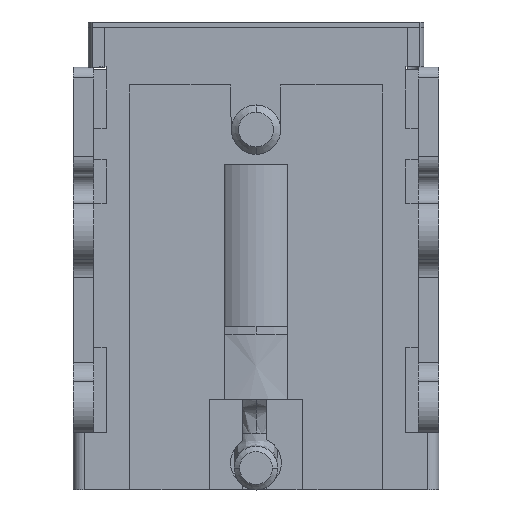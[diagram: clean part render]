
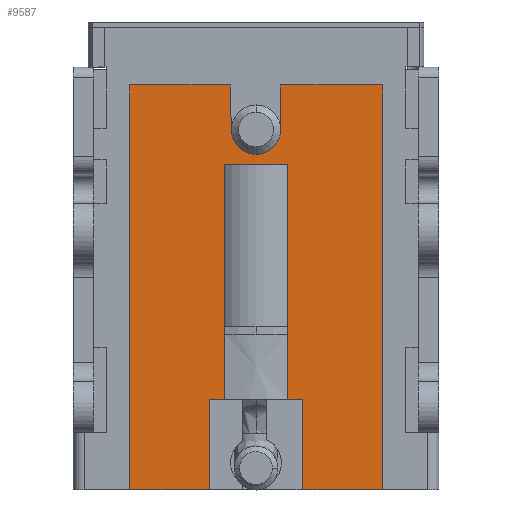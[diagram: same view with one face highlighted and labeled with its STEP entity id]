
A CAD part, front view. The second image highlights one B-rep face of the part: STEP entity #9587.
In plain terms, the highlighted planar face has unit normal (0, -1, 0).
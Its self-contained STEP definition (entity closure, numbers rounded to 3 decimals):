
#438 = CARTESIAN_POINT ( 'NONE',  ( 3.464, 0.543, -6.075 ) ) ;
#491 = CARTESIAN_POINT ( 'NONE',  ( -0.853, 0.543, 2.839 ) ) ;
#518 = VECTOR ( 'NONE', #4479, 1000. ) ;
#520 = EDGE_CURVE ( 'NONE', #12100, #2882, #10260, .T. ) ;
#548 = LINE ( 'NONE', #438, #8879 ) ;
#587 = CARTESIAN_POINT ( 'NONE',  ( -0.675, 0.543, 3.781 ) ) ;
#876 = VERTEX_POINT ( 'NONE', #6895 ) ;
#933 = VECTOR ( 'NONE', #9978, 1000. ) ;
#1073 = CARTESIAN_POINT ( 'NONE',  ( 3.464, 0.543, -6.075 ) ) ;
#1177 = DIRECTION ( 'NONE',  ( 0., 0., -1. ) ) ;
#1220 = VERTEX_POINT ( 'NONE', #12658 ) ;
#1330 = ORIENTED_EDGE ( 'NONE', *, *, #7867, .F. ) ;
#1355 = ORIENTED_EDGE ( 'NONE', *, *, #11524, .F. ) ;
#1410 = DIRECTION ( 'NONE',  ( -1., 0., 0. ) ) ;
#1470 = DIRECTION ( 'NONE',  ( -1., 0., 0. ) ) ;
#1661 = ORIENTED_EDGE ( 'NONE', *, *, #3077, .F. ) ;
#1734 = CARTESIAN_POINT ( 'NONE',  ( -0.853, 0.543, -5.104 ) ) ;
#1785 = VECTOR ( 'NONE', #9499, 1000. ) ;
#1978 = VERTEX_POINT ( 'NONE', #6122 ) ;
#2033 = CARTESIAN_POINT ( 'NONE',  ( 0.675, 0.543, 3.781 ) ) ;
#2447 = CARTESIAN_POINT ( 'NONE',  ( -0.579, 0.543, -0.015 ) ) ;
#2450 = LINE ( 'NONE', #8476, #3070 ) ;
#2667 = LINE ( 'NONE', #8944, #933 ) ;
#2757 = LINE ( 'NONE', #491, #12038 ) ;
#2882 = VERTEX_POINT ( 'NONE', #4909 ) ;
#3008 = EDGE_CURVE ( 'NONE', #10770, #12384, #6491, .T. ) ;
#3064 = EDGE_CURVE ( 'NONE', #12384, #1978, #12662, .T. ) ;
#3070 = VECTOR ( 'NONE', #7535, 1000. ) ;
#3077 = EDGE_CURVE ( 'NONE', #12061, #1220, #2757, .T. ) ;
#3200 = LINE ( 'NONE', #3613, #518 ) ;
#3249 = CARTESIAN_POINT ( 'NONE',  ( 0., 0.543, -3.6 ) ) ;
#3263 = CARTESIAN_POINT ( 'NONE',  ( 0.859, 0.543, -3.6 ) ) ;
#3509 = DIRECTION ( 'NONE',  ( 0., 0., 1. ) ) ;
#3556 = VECTOR ( 'NONE', #8550, 1000. ) ;
#3613 = CARTESIAN_POINT ( 'NONE',  ( -3.455, 0.543, -6.575 ) ) ;
#3724 = EDGE_CURVE ( 'NONE', #2882, #876, #548, .T. ) ;
#3806 = ORIENTED_EDGE ( 'NONE', *, *, #7618, .F. ) ;
#3879 = DIRECTION ( 'NONE',  ( 0., 0., -1. ) ) ;
#4157 = EDGE_LOOP ( 'NONE', ( #1661, #9139, #8713, #7129, #12035, #10706, #6689, #7766, #6538, #11532, #7236, #1330, #4904, #5088, #1355, #5168, #3806 ) ) ;
#4279 = VERTEX_POINT ( 'NONE', #6371 ) ;
#4466 = DIRECTION ( 'NONE',  ( 0.025, 0., -1. ) ) ;
#4479 = DIRECTION ( 'NONE',  ( 0., 0., 1. ) ) ;
#4507 = EDGE_CURVE ( 'NONE', #7672, #5742, #3200, .T. ) ;
#4515 = VERTEX_POINT ( 'NONE', #12594 ) ;
#4540 = DIRECTION ( 'NONE',  ( 0., 1., 0. ) ) ;
#4654 = CIRCLE ( 'NONE', #9546, 0.675 ) ;
#4741 = CARTESIAN_POINT ( 'NONE',  ( 0.859, 0.543, 2.839 ) ) ;
#4904 = ORIENTED_EDGE ( 'NONE', *, *, #4507, .F. ) ;
#4909 = CARTESIAN_POINT ( 'NONE',  ( 3.464, 0.543, -6.075 ) ) ;
#4925 = EDGE_CURVE ( 'NONE', #4279, #12100, #6140, .T. ) ;
#5022 = CARTESIAN_POINT ( 'NONE',  ( -3.455, 0.543, -6.075 ) ) ;
#5088 = ORIENTED_EDGE ( 'NONE', *, *, #7752, .F. ) ;
#5168 = ORIENTED_EDGE ( 'NONE', *, *, #6653, .F. ) ;
#5299 = CARTESIAN_POINT ( 'NONE',  ( -0.853, 0.543, -3.6 ) ) ;
#5370 = DIRECTION ( 'NONE',  ( -1., 0., 0. ) ) ;
#5515 = FACE_OUTER_BOUND ( 'NONE', #4157, .T. ) ;
#5579 = CARTESIAN_POINT ( 'NONE',  ( -1.274, 0.543, -6.075 ) ) ;
#5596 = LINE ( 'NONE', #1734, #8095 ) ;
#5742 = VERTEX_POINT ( 'NONE', #9120 ) ;
#5873 = AXIS2_PLACEMENT_3D ( 'NONE', #12494, #8375, #6484 ) ;
#5883 = VERTEX_POINT ( 'NONE', #6456 ) ;
#6028 = CARTESIAN_POINT ( 'NONE',  ( 3.464, 0.543, 5.002 ) ) ;
#6122 = CARTESIAN_POINT ( 'NONE',  ( 0., 0.543, 3.106 ) ) ;
#6140 = LINE ( 'NONE', #12315, #1785 ) ;
#6369 = VERTEX_POINT ( 'NONE', #5299 ) ;
#6371 = CARTESIAN_POINT ( 'NONE',  ( 0.675, 0.543, 5.002 ) ) ;
#6456 = CARTESIAN_POINT ( 'NONE',  ( 1.282, 0.543, -3.6 ) ) ;
#6484 = DIRECTION ( 'NONE',  ( 0., 0., -1. ) ) ;
#6491 = LINE ( 'NONE', #2447, #8214 ) ;
#6538 = ORIENTED_EDGE ( 'NONE', *, *, #7241, .F. ) ;
#6653 = EDGE_CURVE ( 'NONE', #6369, #4515, #2667, .T. ) ;
#6689 = ORIENTED_EDGE ( 'NONE', *, *, #4925, .F. ) ;
#6772 = EDGE_CURVE ( 'NONE', #5883, #7793, #10206, .T. ) ;
#6895 = CARTESIAN_POINT ( 'NONE',  ( 1.282, 0.543, -6.075 ) ) ;
#7129 = ORIENTED_EDGE ( 'NONE', *, *, #9185, .T. ) ;
#7236 = ORIENTED_EDGE ( 'NONE', *, *, #3008, .F. ) ;
#7241 = EDGE_CURVE ( 'NONE', #1978, #9716, #4654, .T. ) ;
#7535 = DIRECTION ( 'NONE',  ( 0., 0., -1. ) ) ;
#7618 = EDGE_CURVE ( 'NONE', #1220, #6369, #5596, .T. ) ;
#7672 = VERTEX_POINT ( 'NONE', #5022 ) ;
#7745 = VECTOR ( 'NONE', #13016, 1000. ) ;
#7746 = LINE ( 'NONE', #10654, #8563 ) ;
#7752 = EDGE_CURVE ( 'NONE', #11478, #7672, #8753, .T. ) ;
#7766 = ORIENTED_EDGE ( 'NONE', *, *, #12733, .F. ) ;
#7793 = VERTEX_POINT ( 'NONE', #3263 ) ;
#7867 = EDGE_CURVE ( 'NONE', #5742, #10770, #11277, .T. ) ;
#8086 = DIRECTION ( 'NONE',  ( -1., 0., 0. ) ) ;
#8095 = VECTOR ( 'NONE', #10663, 1000. ) ;
#8127 = DIRECTION ( 'NONE',  ( 0., 0., -1. ) ) ;
#8214 = VECTOR ( 'NONE', #4466, 1000. ) ;
#8331 = CARTESIAN_POINT ( 'NONE',  ( 0., 0.543, 3.781 ) ) ;
#8375 = DIRECTION ( 'NONE',  ( 0., -1., 0. ) ) ;
#8413 = VECTOR ( 'NONE', #5370, 1000. ) ;
#8476 = CARTESIAN_POINT ( 'NONE',  ( -1.274, 0.543, -3.6 ) ) ;
#8550 = DIRECTION ( 'NONE',  ( 1., 0., 0. ) ) ;
#8563 = VECTOR ( 'NONE', #3509, 1000. ) ;
#8713 = ORIENTED_EDGE ( 'NONE', *, *, #6772, .F. ) ;
#8753 = LINE ( 'NONE', #1073, #8413 ) ;
#8879 = VECTOR ( 'NONE', #1410, 1000. ) ;
#8944 = CARTESIAN_POINT ( 'NONE',  ( 0., 0.543, -3.6 ) ) ;
#8968 = CARTESIAN_POINT ( 'NONE',  ( 1.282, 0.543, -3.6 ) ) ;
#9120 = CARTESIAN_POINT ( 'NONE',  ( -3.455, 0.543, 5.002 ) ) ;
#9139 = ORIENTED_EDGE ( 'NONE', *, *, #11556, .F. ) ;
#9185 = EDGE_CURVE ( 'NONE', #5883, #876, #11375, .T. ) ;
#9290 = DIRECTION ( 'NONE',  ( 0., -1., 0. ) ) ;
#9499 = DIRECTION ( 'NONE',  ( 1., 0., 0. ) ) ;
#9546 = AXIS2_PLACEMENT_3D ( 'NONE', #8331, #9290, #1177 ) ;
#9576 = PLANE ( 'NONE',  #12513 ) ;
#9587 = ADVANCED_FACE ( 'NONE', ( #5515 ), #9576, .F. ) ;
#9617 = CARTESIAN_POINT ( 'NONE',  ( -0.706, 0.543, 5.002 ) ) ;
#9716 = VERTEX_POINT ( 'NONE', #2033 ) ;
#9951 = CARTESIAN_POINT ( 'NONE',  ( -0.706, 0.543, 5.002 ) ) ;
#9978 = DIRECTION ( 'NONE',  ( -1., 0., 0. ) ) ;
#10042 = VECTOR ( 'NONE', #8086, 1000. ) ;
#10206 = LINE ( 'NONE', #3249, #10042 ) ;
#10260 = LINE ( 'NONE', #6028, #11020 ) ;
#10602 = CARTESIAN_POINT ( 'NONE',  ( 0., 0.543, 0. ) ) ;
#10654 = CARTESIAN_POINT ( 'NONE',  ( 0.675, 0.543, 0. ) ) ;
#10663 = DIRECTION ( 'NONE',  ( 0., 0., -1. ) ) ;
#10706 = ORIENTED_EDGE ( 'NONE', *, *, #520, .F. ) ;
#10770 = VERTEX_POINT ( 'NONE', #9951 ) ;
#11020 = VECTOR ( 'NONE', #8127, 1000. ) ;
#11277 = LINE ( 'NONE', #9617, #3556 ) ;
#11375 = LINE ( 'NONE', #8968, #12320 ) ;
#11478 = VERTEX_POINT ( 'NONE', #5579 ) ;
#11524 = EDGE_CURVE ( 'NONE', #4515, #11478, #2450, .T. ) ;
#11532 = ORIENTED_EDGE ( 'NONE', *, *, #3064, .F. ) ;
#11556 = EDGE_CURVE ( 'NONE', #7793, #12061, #12186, .T. ) ;
#11695 = DIRECTION ( 'NONE',  ( 0., 0., 1. ) ) ;
#11770 = CARTESIAN_POINT ( 'NONE',  ( 3.464, 0.543, 5.002 ) ) ;
#12035 = ORIENTED_EDGE ( 'NONE', *, *, #3724, .F. ) ;
#12038 = VECTOR ( 'NONE', #1470, 1000. ) ;
#12061 = VERTEX_POINT ( 'NONE', #4741 ) ;
#12100 = VERTEX_POINT ( 'NONE', #11770 ) ;
#12186 = LINE ( 'NONE', #12592, #7745 ) ;
#12315 = CARTESIAN_POINT ( 'NONE',  ( -0.706, 0.543, 5.002 ) ) ;
#12320 = VECTOR ( 'NONE', #3879, 1000. ) ;
#12384 = VERTEX_POINT ( 'NONE', #587 ) ;
#12494 = CARTESIAN_POINT ( 'NONE',  ( 0., 0.543, 3.781 ) ) ;
#12513 = AXIS2_PLACEMENT_3D ( 'NONE', #10602, #4540, #11695 ) ;
#12592 = CARTESIAN_POINT ( 'NONE',  ( 0.859, 0.543, 2.839 ) ) ;
#12594 = CARTESIAN_POINT ( 'NONE',  ( -1.274, 0.543, -3.6 ) ) ;
#12658 = CARTESIAN_POINT ( 'NONE',  ( -0.853, 0.543, 2.839 ) ) ;
#12662 = CIRCLE ( 'NONE', #5873, 0.675 ) ;
#12733 = EDGE_CURVE ( 'NONE', #9716, #4279, #7746, .T. ) ;
#13016 = DIRECTION ( 'NONE',  ( 0., 0., 1. ) ) ;
